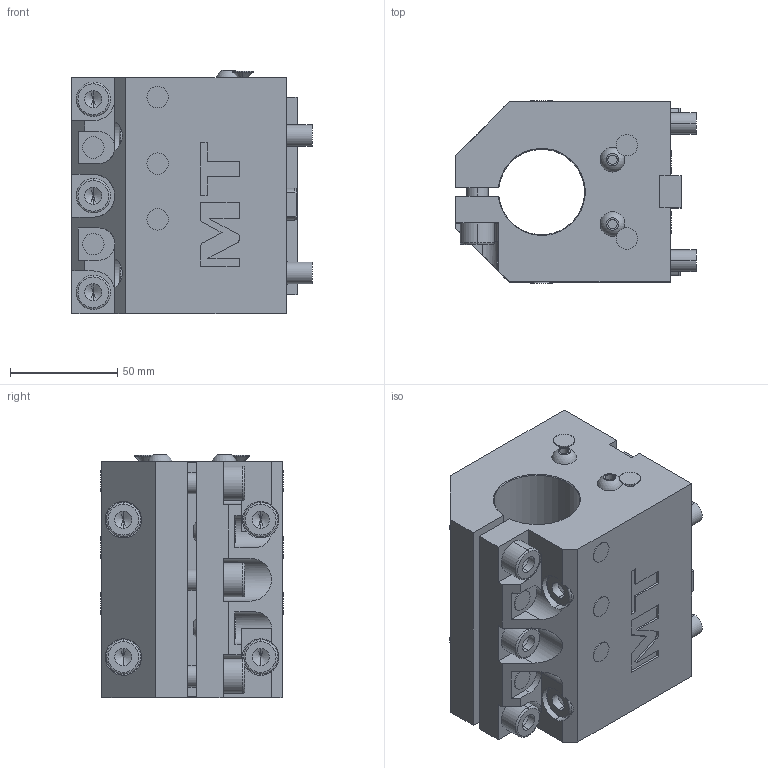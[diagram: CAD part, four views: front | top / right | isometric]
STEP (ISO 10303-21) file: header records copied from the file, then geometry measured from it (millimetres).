
FILE_DESCRIPTION((''),'2;1');
FILE_NAME('0814000_CONF','2023-04-13T15:00:20',('gvalli'),('M.T. srl'),'CREO PARAMETRIC BY PTC INC, 2021072','CREO PARAMETRIC BY PTC INC, 2021072','');
FILE_SCHEMA(('CONFIG_CONTROL_DESIGN'));
Length unit declared in the file: millimetre
Products named in the file (1): 0814000_CONF
Bounding box: 112 x 85 x 113.55 mm (x, y, z)
Volume: 700354.4 mm3; surface area: 80018.5 mm2
Topology: 1 solids, 1 shells, 269 faces, 648 edges, 413 vertices
Faces by surface type: plane 125, cylinder 88, cone 32, torus 18, extrusion 4, sphere 2
Entity records: 8013 total; most frequent: CARTESIAN_POINT 1587, DIRECTION 1375, ORIENTED_EDGE 1268, EDGE_CURVE 634, AXIS2_PLACEMENT_3D 503, VERTEX_POINT 413, VECTOR 369, LINE 365
